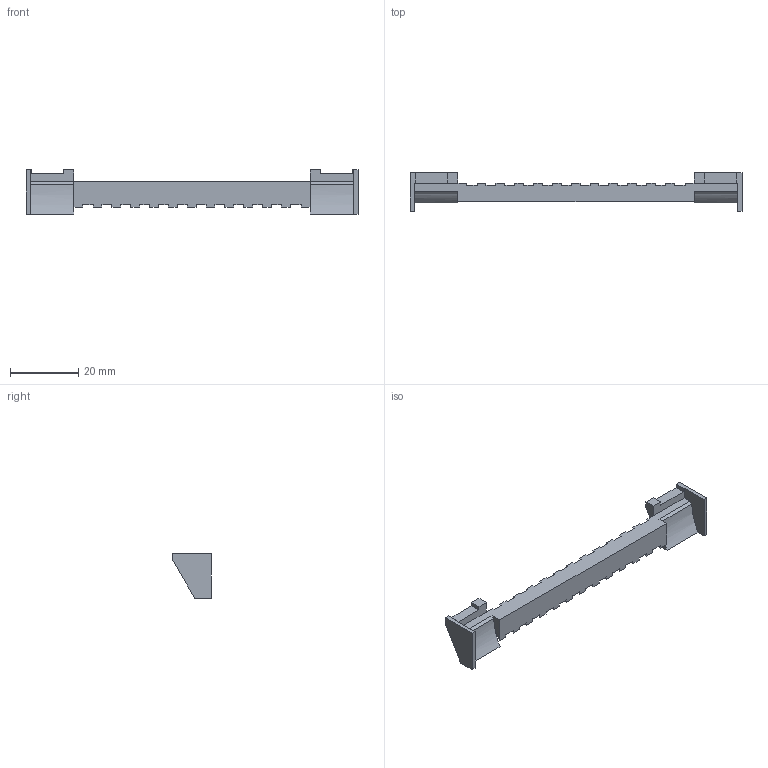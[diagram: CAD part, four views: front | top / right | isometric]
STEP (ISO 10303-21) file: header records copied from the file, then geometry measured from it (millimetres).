
FILE_DESCRIPTION (( 'STEP AP214' ), '1' );
FILE_NAME ('Çàùèòà .STEP', '2023-12-12T16:59:02', ( '' ), ( '' ), 'SwSTEP 2.0', 'SolidWorks 2022', '' );
FILE_SCHEMA (( 'AUTOMOTIVE_DESIGN' ));
Length unit declared in the file: millimetre
Products named in the file (1): Защита 
Bounding box: 97 x 11.18 x 13 mm (x, y, z)
Volume: 2506.5 mm3; surface area: 3008.1 mm2
Topology: 1 solids, 1 shells, 83 faces, 239 edges, 158 vertices
Faces by surface type: plane 81, cylinder 2
Entity records: 2701 total; most frequent: CARTESIAN_POINT 481, ORIENTED_EDGE 478, DIRECTION 413, EDGE_CURVE 239, VECTOR 233, LINE 233, VERTEX_POINT 158, AXIS2_PLACEMENT_3D 90
